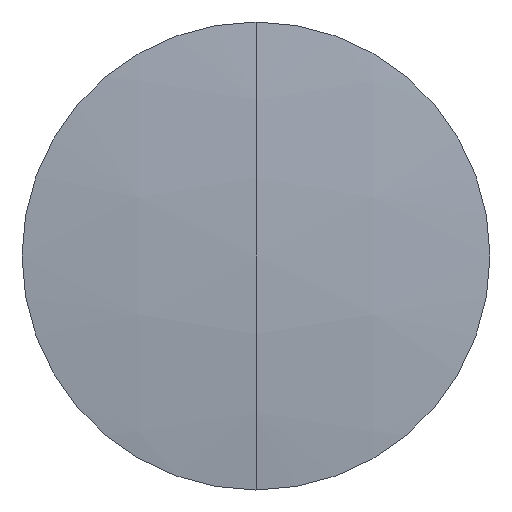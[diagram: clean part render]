
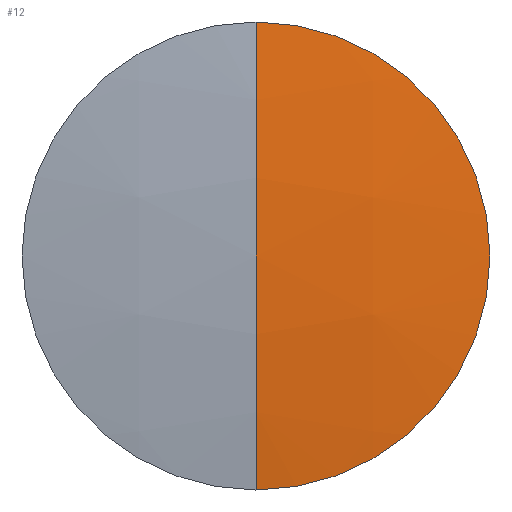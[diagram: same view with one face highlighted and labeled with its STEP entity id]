
A CAD part, left-side view. The second image highlights one B-rep face of the part: STEP entity #12.
In plain terms, the highlighted spherical face has radius 24.883 mm.
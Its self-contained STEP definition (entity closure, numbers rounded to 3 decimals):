
#6 = CARTESIAN_POINT ( 'NONE',  ( 9.233, 0., 3.15 ) ) ;
#11 = EDGE_CURVE ( 'NONE', #227, #38, #315, .T. ) ;
#12 = ADVANCED_FACE ( 'NONE', ( #102 ), #176, .T. ) ;
#20 = AXIS2_PLACEMENT_3D ( 'NONE', #55, #212, #28 ) ;
#21 = EDGE_CURVE ( 'NONE', #227, #289, #326, .T. ) ;
#28 = DIRECTION ( 'NONE',  ( 0., 0., 1. ) ) ;
#38 = VERTEX_POINT ( 'NONE', #6 ) ;
#39 = AXIS2_PLACEMENT_3D ( 'NONE', #78, #240, #52 ) ;
#52 = DIRECTION ( 'NONE',  ( 0., 0., 1. ) ) ;
#55 = CARTESIAN_POINT ( 'NONE',  ( 9.233, 0., 0. ) ) ;
#57 = AXIS2_PLACEMENT_3D ( 'NONE', #191, #131, #188 ) ;
#76 = DIRECTION ( 'NONE',  ( 0., 0., -1. ) ) ;
#78 = CARTESIAN_POINT ( 'NONE',  ( 33.915, 0., 0. ) ) ;
#95 = ORIENTED_EDGE ( 'NONE', *, *, #21, .F. ) ;
#102 = FACE_OUTER_BOUND ( 'NONE', #346, .T. ) ;
#129 = DIRECTION ( 'NONE',  ( 0., -1., 0. ) ) ;
#131 = DIRECTION ( 'NONE',  ( 0., -1., 0. ) ) ;
#144 = AXIS2_PLACEMENT_3D ( 'NONE', #323, #129, #76 ) ;
#176 = SPHERICAL_SURFACE ( 'NONE', #57, 24.883 ) ;
#188 = DIRECTION ( 'NONE',  ( 0., 0., -1. ) ) ;
#191 = CARTESIAN_POINT ( 'NONE',  ( 33.915, 0., 0. ) ) ;
#212 = DIRECTION ( 'NONE',  ( -1., 0., 0. ) ) ;
#218 = ORIENTED_EDGE ( 'NONE', *, *, #11, .T. ) ;
#227 = VERTEX_POINT ( 'NONE', #255 ) ;
#240 = DIRECTION ( 'NONE',  ( 0., 1., 0. ) ) ;
#242 = CIRCLE ( 'NONE', #144, 24.883 ) ;
#248 = ORIENTED_EDGE ( 'NONE', *, *, #339, .T. ) ;
#254 = CARTESIAN_POINT ( 'NONE',  ( 9.032, 0., 0. ) ) ;
#255 = CARTESIAN_POINT ( 'NONE',  ( 9.233, 0., -3.15 ) ) ;
#289 = VERTEX_POINT ( 'NONE', #254 ) ;
#315 = CIRCLE ( 'NONE', #20, 3.15 ) ;
#323 = CARTESIAN_POINT ( 'NONE',  ( 33.915, 0., 0. ) ) ;
#326 = CIRCLE ( 'NONE', #39, 24.883 ) ;
#339 = EDGE_CURVE ( 'NONE', #38, #289, #242, .T. ) ;
#346 = EDGE_LOOP ( 'NONE', ( #218, #248, #95 ) ) ;
